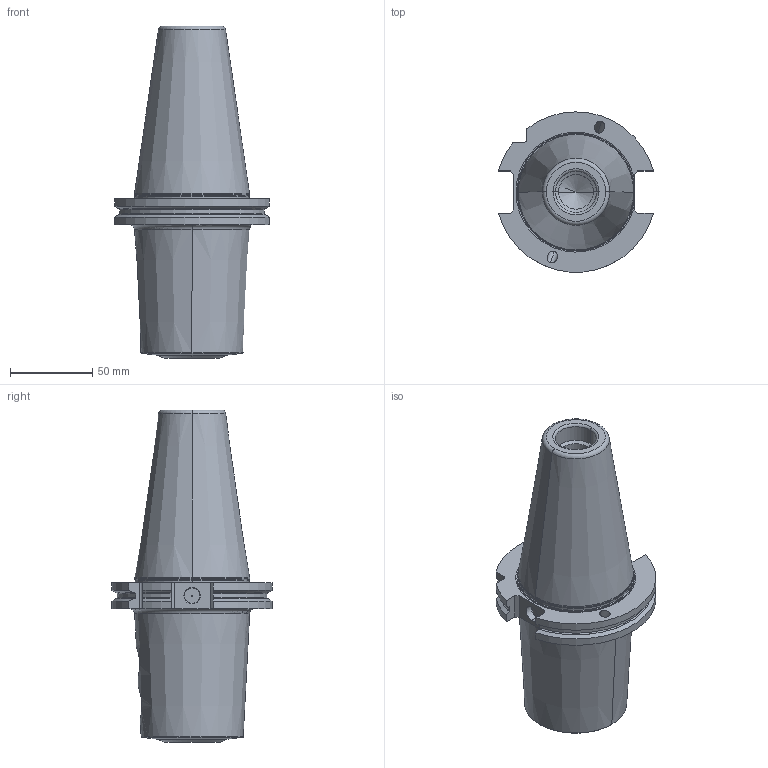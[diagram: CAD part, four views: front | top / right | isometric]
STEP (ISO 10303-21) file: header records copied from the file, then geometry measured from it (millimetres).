
FILE_DESCRIPTION((''),'2;1');
FILE_NAME('607635160-000-01-E43','2025-02-21T11:39:57',('muellerst1'),(''),'CREO PARAMETRIC BY PTC INC, 2021184','CREO PARAMETRIC BY PTC INC, 2021184','');
FILE_SCHEMA(('AP242_MANAGED_MODEL_BASED_3D_ENGINEERING_MIM_LF { 1 0 10303 442 1 1 4 }'));
Length unit declared in the file: millimetre
Products named in the file (1): 607635160-000-01-E43
Bounding box: 94.05 x 97.31 x 201.75 mm (x, y, z)
Volume: 581420.7 mm3; surface area: 64325.6 mm2
Topology: 1 solids, 2 shells, 255 faces, 610 edges, 366 vertices
Faces by surface type: cylinder 94, cone 77, plane 61, torus 23
Entity records: 12403 total; most frequent: CARTESIAN_POINT 4156, DIRECTION 1244, ORIENTED_EDGE 1204, PRESENTATION_STYLE_ASSIGNMENT 612, STYLED_ITEM 612, CURVE_STYLE 611, EDGE_CURVE 602, AXIS2_PLACEMENT_3D 500
